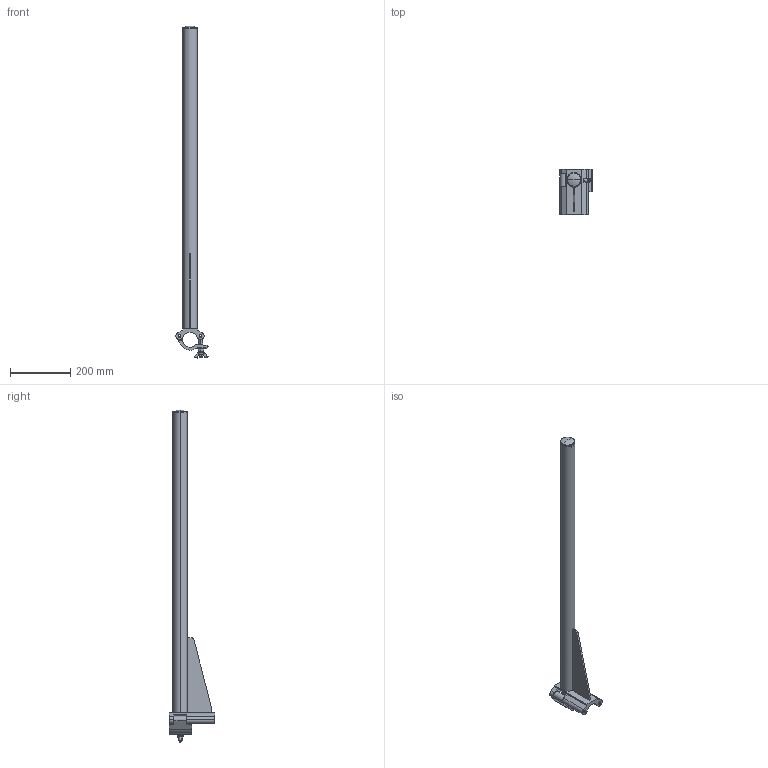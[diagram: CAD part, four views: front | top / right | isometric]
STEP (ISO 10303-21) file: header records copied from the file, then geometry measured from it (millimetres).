
FILE_DESCRIPTION (( 'STEP AP203' ), '1' );
FILE_NAME ('T57335 & T57336.STEP', '2021-01-08T12:20:14', ( '' ), ( '' ), 'SwSTEP 2.0', 'SolidWorks 2020', '' );
FILE_SCHEMA (( 'CONFIG_CONTROL_DESIGN' ));
Length unit declared in the file: millimetre
Products named in the file (15): TH566; T57335 & T57336; TH2002_TH2002 - 153MM WIDE; DIA 48 X 1000 LG ALUMINIUM BARREL; T78000; A Washer_Bright washer BS 4320 - M12 (Form A); F789; T13300_T13300; TH4141; Hex Nut Style 1 GradeAB_Doughty Fastners_Hexagon Nut ISO - 4032 - M12 - D - S; TH4143; TH2001_TH2001 - 75MM WIDE; TH4142; TH157_TH693; F883_DIN 315-M12-GT-C-N
Assembly tree (15 placements, depth 4):
  T57335 & T57336
    TH4143
      TH4142
        TH2002_TH2002 - 153MM WIDE
      DIA 48 X 1000 LG ALUMINIUM BARREL
      TH4141
    TH157_TH693
      TH2001_TH2001 - 75MM WIDE
    T78000
      TH566
      A Washer_Bright washer BS 4320 - M12 (Form A)
      Hex Nut Style 1 GradeAB_Doughty Fastners_Hexagon Nut ISO - 4032 - M12 - D - S
      F883_DIN 315-M12-GT-C-N
    F789  x2
    T13300_T13300
Bounding box: 107.21 x 153 x 1106.35 mm (x, y, z)
Volume: 998884.4 mm3; surface area: 404539.2 mm2
Topology: 11 solids, 11 shells, 302 faces, 693 edges, 409 vertices
Faces by surface type: cylinder 103, plane 76, cone 70, bspline 28, torus 14, sphere 11
Entity records: 10218 total; most frequent: CARTESIAN_POINT 2228, DIRECTION 1418, ORIENTED_EDGE 1284, EDGE_CURVE 642, AXIS2_PLACEMENT_3D 581, VERTEX_POINT 383, EDGE_LOOP 313, CIRCLE 301
